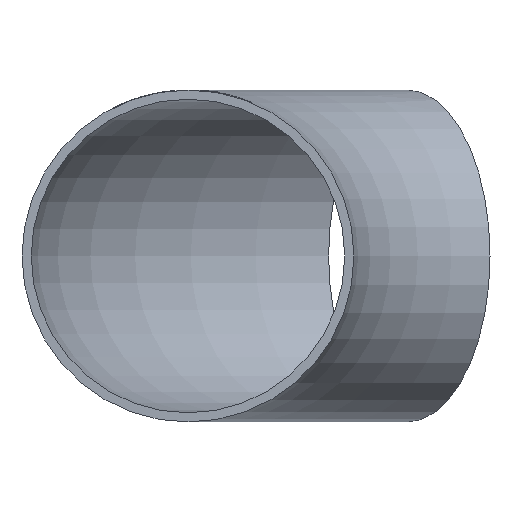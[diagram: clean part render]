
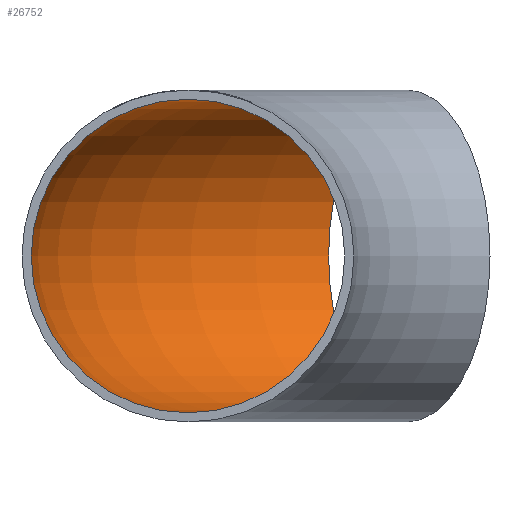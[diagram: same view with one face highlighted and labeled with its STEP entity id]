
A CAD part, front view. The second image highlights one B-rep face of the part: STEP entity #26752.
In plain terms, the highlighted toroidal (fillet/blend) face has major radius 142.5 mm and minor radius 51 mm.
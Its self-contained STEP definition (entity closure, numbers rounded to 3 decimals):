
#1202 = CARTESIAN_POINT ( 'NONE',  ( -96.75, 167.576, 0. ) ) ;
#1382 = EDGE_CURVE ( 'NONE', #18388, #18388, #20934, .T. ) ;
#1739 = CARTESIAN_POINT ( 'NONE',  ( 0., 0., 0. ) ) ;
#4402 = AXIS2_PLACEMENT_3D ( 'NONE', #12531, #10482, #18792 ) ;
#4485 = DIRECTION ( 'NONE',  ( 0.866, 0.5, 0. ) ) ;
#4959 = CIRCLE ( 'NONE', #20194, 51. ) ;
#7619 = DIRECTION ( 'NONE',  ( -1., 0., 0. ) ) ;
#7929 = AXIS2_PLACEMENT_3D ( 'NONE', #1739, #16084, #7619 ) ;
#10482 = DIRECTION ( 'NONE',  ( 0., 1., 0. ) ) ;
#12531 = CARTESIAN_POINT ( 'NONE',  ( -142.5, 0., 0. ) ) ;
#14721 = DIRECTION ( 'NONE',  ( -0.5, 0.866, 0. ) ) ;
#15859 = ORIENTED_EDGE ( 'NONE', *, *, #20516, .T. ) ;
#16084 = DIRECTION ( 'NONE',  ( 0., 0., -1. ) ) ;
#17989 = VERTEX_POINT ( 'NONE', #1202 ) ;
#18388 = VERTEX_POINT ( 'NONE', #24410 ) ;
#18389 = FACE_OUTER_BOUND ( 'NONE', #26029, .T. ) ;
#18628 = ORIENTED_EDGE ( 'NONE', *, *, #1382, .F. ) ;
#18792 = DIRECTION ( 'NONE',  ( 0., 0., 1. ) ) ;
#19662 = TOROIDAL_SURFACE ( 'NONE', #7929, 142.5, 51. ) ;
#19887 = FACE_OUTER_BOUND ( 'NONE', #22260, .T. ) ;
#20194 = AXIS2_PLACEMENT_3D ( 'NONE', #23186, #4485, #14721 ) ;
#20516 = EDGE_CURVE ( 'NONE', #17989, #17989, #4959, .T. ) ;
#20934 = CIRCLE ( 'NONE', #4402, 51. ) ;
#22260 = EDGE_LOOP ( 'NONE', ( #18628 ) ) ;
#23186 = CARTESIAN_POINT ( 'NONE',  ( -71.25, 123.409, 0. ) ) ;
#24410 = CARTESIAN_POINT ( 'NONE',  ( -142.5, 0., 51. ) ) ;
#26029 = EDGE_LOOP ( 'NONE', ( #15859 ) ) ;
#26752 = ADVANCED_FACE ( 'NONE', ( #18389, #19887 ), #19662, .F. ) ;
